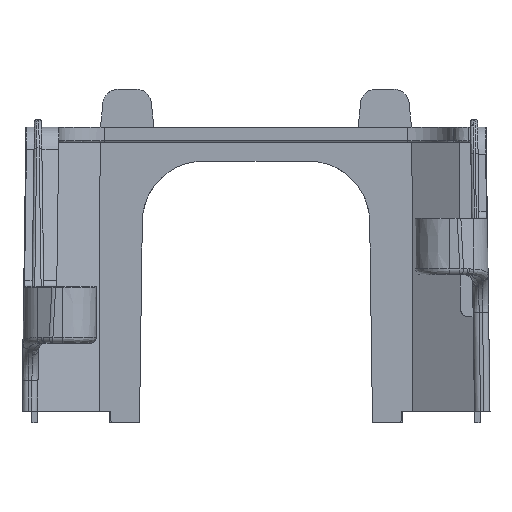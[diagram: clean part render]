
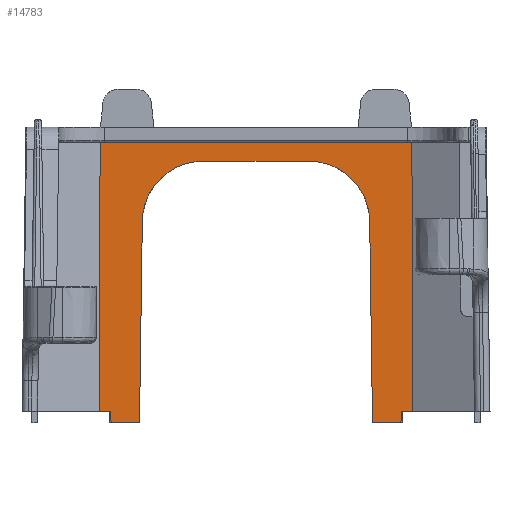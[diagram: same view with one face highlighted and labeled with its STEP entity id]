
A CAD part, front view. The second image highlights one B-rep face of the part: STEP entity #14783.
In plain terms, the highlighted planar face has unit normal (0, -1, -0.014).
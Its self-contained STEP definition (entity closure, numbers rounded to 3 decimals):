
#116 = EDGE_CURVE ( 'NONE', #21527, #16874, #2418, .T. ) ;
#359 = PLANE ( 'NONE',  #19085 ) ;
#481 = LINE ( 'NONE', #9776, #14321 ) ;
#739 = CARTESIAN_POINT ( 'NONE',  ( -11.686, 49.36, 33. ) ) ;
#802 = ORIENTED_EDGE ( 'NONE', *, *, #16069, .T. ) ;
#856 = EDGE_CURVE ( 'NONE', #9994, #6572, #3220, .T. ) ;
#1120 = ORIENTED_EDGE ( 'NONE', *, *, #15303, .T. ) ;
#1203 = EDGE_CURVE ( 'NONE', #7823, #16781, #13107, .T. ) ;
#1580 = LINE ( 'NONE', #15062, #14127 ) ;
#1938 = VECTOR ( 'NONE', #21400, 1000. ) ;
#2116 = VERTEX_POINT ( 'NONE', #10954 ) ;
#2418 = LINE ( 'NONE', #5427, #11076 ) ;
#2542 = FACE_OUTER_BOUND ( 'NONE', #13358, .T. ) ;
#2672 = CARTESIAN_POINT ( 'NONE',  ( 15., 49.406, 29.686 ) ) ;
#2694 = CARTESIAN_POINT ( 'NONE',  ( 0., 49.842, -1.5 ) ) ;
#3029 = LINE ( 'NONE', #14421, #21203 ) ;
#3169 = ORIENTED_EDGE ( 'NONE', *, *, #15186, .T. ) ;
#3220 =( BOUNDED_CURVE ( )  B_SPLINE_CURVE ( 3, ( #5767, #9285, #739, #12415 ),
 .UNSPECIFIED., .F., .F. ) 
 B_SPLINE_CURVE_WITH_KNOTS ( ( 4, 4 ),
 ( 4.712, 6.283 ),
 .UNSPECIFIED. ) 
 CURVE ( )  GEOMETRIC_REPRESENTATION_ITEM ( )  RATIONAL_B_SPLINE_CURVE ( ( 1., 0.805, 0.805, 1. ) ) 
 REPRESENTATION_ITEM ( '' )  );
#3385 = ORIENTED_EDGE ( 'NONE', *, *, #21755, .T. ) ;
#3556 = LINE ( 'NONE', #19929, #11412 ) ;
#3600 = DIRECTION ( 'NONE',  ( 1., 0., 0. ) ) ;
#3707 = DIRECTION ( 'NONE',  ( 0., -1., -0.014 ) ) ;
#3995 = VERTEX_POINT ( 'NONE', #10275 ) ;
#4310 = EDGE_CURVE ( 'NONE', #7005, #3995, #481, .T. ) ;
#4608 = DIRECTION ( 'NONE',  ( 1., 0., 0. ) ) ;
#4688 = LINE ( 'NONE', #18848, #12775 ) ;
#4699 = ORIENTED_EDGE ( 'NONE', *, *, #116, .F. ) ;
#5207 = DIRECTION ( 'NONE',  ( 0.014, 0.014, -1. ) ) ;
#5347 = LINE ( 'NONE', #13024, #1938 ) ;
#5427 = CARTESIAN_POINT ( 'NONE',  ( -20.694, 49.821, 0. ) ) ;
#5647 = ORIENTED_EDGE ( 'NONE', *, *, #856, .T. ) ;
#5767 = CARTESIAN_POINT ( 'NONE',  ( -15., 49.472, 25. ) ) ;
#5782 =( BOUNDED_CURVE ( )  B_SPLINE_CURVE ( 3, ( #15430, #7020, #2672, #11020 ),
 .UNSPECIFIED., .F., .T. ) 
 B_SPLINE_CURVE_WITH_KNOTS ( ( 4, 4 ),
 ( 0., 1.571 ),
 .UNSPECIFIED. ) 
 CURVE ( )  GEOMETRIC_REPRESENTATION_ITEM ( )  RATIONAL_B_SPLINE_CURVE ( ( 1., 0.805, 0.805, 1. ) ) 
 REPRESENTATION_ITEM ( '' )  );
#5810 = EDGE_CURVE ( 'NONE', #21527, #2116, #3029, .T. ) ;
#5823 = VERTEX_POINT ( 'NONE', #14208 ) ;
#6070 = ORIENTED_EDGE ( 'NONE', *, *, #20383, .T. ) ;
#6572 = VERTEX_POINT ( 'NONE', #9205 ) ;
#6997 = DIRECTION ( 'NONE',  ( 1., 0., 0. ) ) ;
#7005 = VERTEX_POINT ( 'NONE', #11876 ) ;
#7020 = CARTESIAN_POINT ( 'NONE',  ( 11.686, 49.36, 33. ) ) ;
#7823 = VERTEX_POINT ( 'NONE', #9720 ) ;
#7963 = CARTESIAN_POINT ( 'NONE',  ( 20.694, 49.821, 0. ) ) ;
#8064 = CARTESIAN_POINT ( 'NONE',  ( 15., 49.472, 25. ) ) ;
#8242 = VECTOR ( 'NONE', #3600, 1000. ) ;
#8457 = ORIENTED_EDGE ( 'NONE', *, *, #19152, .T. ) ;
#8535 = VERTEX_POINT ( 'NONE', #18333 ) ;
#9205 = CARTESIAN_POINT ( 'NONE',  ( -7., 49.36, 33. ) ) ;
#9275 = ORIENTED_EDGE ( 'NONE', *, *, #17984, .T. ) ;
#9285 = CARTESIAN_POINT ( 'NONE',  ( -15., 49.406, 29.686 ) ) ;
#9579 = VECTOR ( 'NONE', #19720, 1000. ) ;
#9720 = CARTESIAN_POINT ( 'NONE',  ( -19.128, 49.842, -1.5 ) ) ;
#9776 = CARTESIAN_POINT ( 'NONE',  ( 19.128, 49.842, -1.5 ) ) ;
#9857 = ORIENTED_EDGE ( 'NONE', *, *, #12811, .T. ) ;
#9994 = VERTEX_POINT ( 'NONE', #11590 ) ;
#10275 = CARTESIAN_POINT ( 'NONE',  ( 19.149, 49.821, 0. ) ) ;
#10652 = CARTESIAN_POINT ( 'NONE',  ( 0., 49.842, -1.5 ) ) ;
#10754 = VECTOR ( 'NONE', #6997, 1000. ) ;
#10954 = CARTESIAN_POINT ( 'NONE',  ( -19.149, 49.821, 0. ) ) ;
#11020 = CARTESIAN_POINT ( 'NONE',  ( 15., 49.472, 25. ) ) ;
#11076 = VECTOR ( 'NONE', #17045, 1000. ) ;
#11248 = ORIENTED_EDGE ( 'NONE', *, *, #4310, .T. ) ;
#11412 = VECTOR ( 'NONE', #18284, 1000. ) ;
#11451 = CARTESIAN_POINT ( 'NONE',  ( 20.694, 49.821, 0. ) ) ;
#11506 = CARTESIAN_POINT ( 'NONE',  ( 29.349, 49.325, 35.5 ) ) ;
#11590 = CARTESIAN_POINT ( 'NONE',  ( -15., 49.472, 25. ) ) ;
#11876 = CARTESIAN_POINT ( 'NONE',  ( 19.128, 49.842, -1.5 ) ) ;
#11925 = CARTESIAN_POINT ( 'NONE',  ( 20.566, 49.325, 35.5 ) ) ;
#12248 = LINE ( 'NONE', #11506, #20481 ) ;
#12415 = CARTESIAN_POINT ( 'NONE',  ( -7., 49.36, 33. ) ) ;
#12775 = VECTOR ( 'NONE', #13884, 1000. ) ;
#12811 = EDGE_CURVE ( 'NONE', #8535, #16271, #5782, .T. ) ;
#13024 = CARTESIAN_POINT ( 'NONE',  ( 15., 49.472, 25. ) ) ;
#13107 = LINE ( 'NONE', #10652, #10754 ) ;
#13358 = EDGE_LOOP ( 'NONE', ( #6070, #802, #11248, #8457, #9275, #3169, #4699, #18688, #3385, #14882, #1120, #5647, #16147, #9857 ) ) ;
#13429 = DIRECTION ( 'NONE',  ( 0., 0.014, -1. ) ) ;
#13884 = DIRECTION ( 'NONE',  ( 0.014, -0.014, 1. ) ) ;
#13967 = LINE ( 'NONE', #21413, #8242 ) ;
#14127 = VECTOR ( 'NONE', #5207, 1000. ) ;
#14208 = CARTESIAN_POINT ( 'NONE',  ( 15.37, 49.842, -1.5 ) ) ;
#14321 = VECTOR ( 'NONE', #21575, 1000. ) ;
#14421 = CARTESIAN_POINT ( 'NONE',  ( 0., 49.821, 0. ) ) ;
#14783 = ADVANCED_FACE ( 'NONE', ( #2542 ), #359, .T. ) ;
#14882 = ORIENTED_EDGE ( 'NONE', *, *, #1203, .T. ) ;
#14924 = CARTESIAN_POINT ( 'NONE',  ( -20.694, 49.821, 0. ) ) ;
#15062 = CARTESIAN_POINT ( 'NONE',  ( -19.149, 49.821, 0. ) ) ;
#15186 = EDGE_CURVE ( 'NONE', #15401, #16874, #12248, .T. ) ;
#15240 = CARTESIAN_POINT ( 'NONE',  ( -20.566, 49.325, 35.5 ) ) ;
#15303 = EDGE_CURVE ( 'NONE', #16781, #9994, #4688, .T. ) ;
#15401 = VERTEX_POINT ( 'NONE', #11925 ) ;
#15430 = CARTESIAN_POINT ( 'NONE',  ( 7., 49.36, 33. ) ) ;
#16069 = EDGE_CURVE ( 'NONE', #5823, #7005, #18824, .T. ) ;
#16147 = ORIENTED_EDGE ( 'NONE', *, *, #17285, .T. ) ;
#16271 = VERTEX_POINT ( 'NONE', #8064 ) ;
#16781 = VERTEX_POINT ( 'NONE', #21365 ) ;
#16857 = CARTESIAN_POINT ( 'NONE',  ( 0., 49.004, 58.504 ) ) ;
#16874 = VERTEX_POINT ( 'NONE', #15240 ) ;
#17045 = DIRECTION ( 'NONE',  ( 0.004, -0.014, 1. ) ) ;
#17285 = EDGE_CURVE ( 'NONE', #6572, #8535, #3556, .T. ) ;
#17984 = EDGE_CURVE ( 'NONE', #19875, #15401, #20398, .T. ) ;
#18284 = DIRECTION ( 'NONE',  ( 1., 0., 0. ) ) ;
#18333 = CARTESIAN_POINT ( 'NONE',  ( 7., 49.36, 33. ) ) ;
#18688 = ORIENTED_EDGE ( 'NONE', *, *, #5810, .T. ) ;
#18824 = LINE ( 'NONE', #2694, #19108 ) ;
#18848 = CARTESIAN_POINT ( 'NONE',  ( -15.349, 49.821, 0. ) ) ;
#19085 = AXIS2_PLACEMENT_3D ( 'NONE', #16857, #3707, #13429 ) ;
#19108 = VECTOR ( 'NONE', #4608, 1000. ) ;
#19152 = EDGE_CURVE ( 'NONE', #3995, #19875, #13967, .T. ) ;
#19173 = DIRECTION ( 'NONE',  ( -1., 0., 0. ) ) ;
#19393 = DIRECTION ( 'NONE',  ( 1., 0., 0. ) ) ;
#19720 = DIRECTION ( 'NONE',  ( -0.004, -0.014, 1. ) ) ;
#19875 = VERTEX_POINT ( 'NONE', #11451 ) ;
#19929 = CARTESIAN_POINT ( 'NONE',  ( 0., 49.36, 33. ) ) ;
#20383 = EDGE_CURVE ( 'NONE', #16271, #5823, #5347, .T. ) ;
#20398 = LINE ( 'NONE', #7963, #9579 ) ;
#20481 = VECTOR ( 'NONE', #19173, 1000. ) ;
#21203 = VECTOR ( 'NONE', #19393, 1000. ) ;
#21365 = CARTESIAN_POINT ( 'NONE',  ( -15.37, 49.842, -1.5 ) ) ;
#21400 = DIRECTION ( 'NONE',  ( 0.014, 0.014, -1. ) ) ;
#21413 = CARTESIAN_POINT ( 'NONE',  ( 0., 49.821, 0. ) ) ;
#21527 = VERTEX_POINT ( 'NONE', #14924 ) ;
#21575 = DIRECTION ( 'NONE',  ( 0.014, -0.014, 1. ) ) ;
#21755 = EDGE_CURVE ( 'NONE', #2116, #7823, #1580, .T. ) ;
